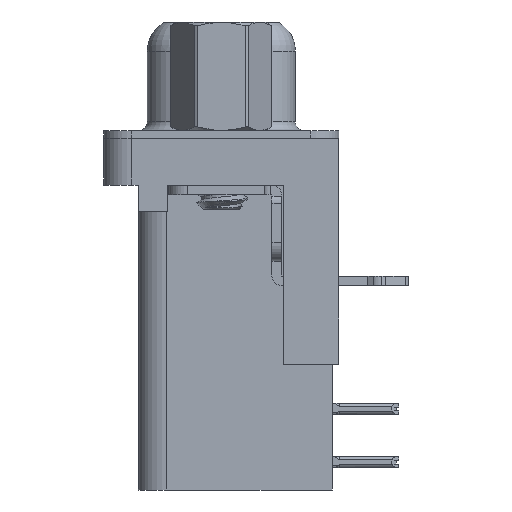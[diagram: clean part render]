
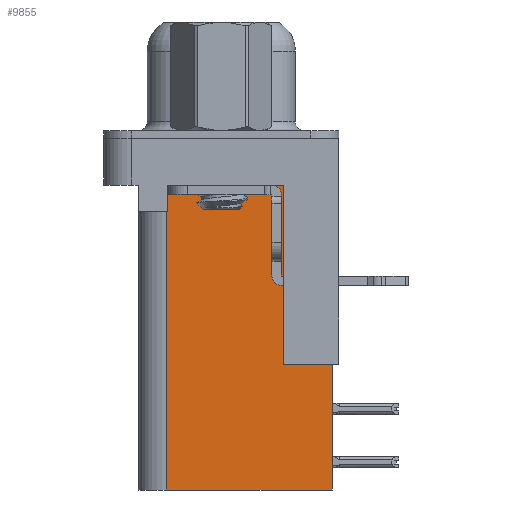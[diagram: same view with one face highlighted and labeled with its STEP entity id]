
A CAD part, left-side view. The second image highlights one B-rep face of the part: STEP entity #9855.
In plain terms, the highlighted planar face has unit normal (-1, 0, 0).
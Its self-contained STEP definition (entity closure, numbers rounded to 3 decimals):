
#1136 = CARTESIAN_POINT ( 'NONE',  ( 3.79, -3.295, -2.5 ) ) ;
#1437 = CARTESIAN_POINT ( 'NONE',  ( 3.79, -6.295, -12.05 ) ) ;
#2033 = VECTOR ( 'NONE', #10323, 1000. ) ;
#2664 = EDGE_CURVE ( 'NONE', #16913, #12261, #21043, .T. ) ;
#2750 = EDGE_CURVE ( 'NONE', #10658, #20313, #14336, .T. ) ;
#3325 = VECTOR ( 'NONE', #8502, 1000. ) ;
#3421 = VERTEX_POINT ( 'NONE', #3600 ) ;
#3464 = CARTESIAN_POINT ( 'NONE',  ( 3.79, -3.295, -18.76 ) ) ;
#3557 = CARTESIAN_POINT ( 'NONE',  ( 3.79, 2.895, -3.9 ) ) ;
#3600 = CARTESIAN_POINT ( 'NONE',  ( 3.79, -5.925, -12.05 ) ) ;
#4167 = LINE ( 'NONE', #1437, #9477 ) ;
#5223 = VERTEX_POINT ( 'NONE', #3557 ) ;
#5479 = EDGE_CURVE ( 'NONE', #9057, #16913, #18146, .T. ) ;
#5600 = VERTEX_POINT ( 'NONE', #14540 ) ;
#5869 = CARTESIAN_POINT ( 'NONE',  ( 3.79, -3.295, -12.05 ) ) ;
#6300 = CARTESIAN_POINT ( 'NONE',  ( 3.79, -3.295, -18.76 ) ) ;
#6928 = EDGE_LOOP ( 'NONE', ( #12482, #8777, #8037, #16250, #23501, #16017, #13113, #9289 ) ) ;
#7043 = EDGE_CURVE ( 'NONE', #12261, #5223, #23218, .T. ) ;
#7196 = LINE ( 'NONE', #8758, #22752 ) ;
#8037 = ORIENTED_EDGE ( 'NONE', *, *, #12509, .T. ) ;
#8401 = LINE ( 'NONE', #19143, #18528 ) ;
#8502 = DIRECTION ( 'NONE',  ( 0., 0., 1. ) ) ;
#8758 = CARTESIAN_POINT ( 'NONE',  ( 3.79, -5.925, -2. ) ) ;
#8777 = ORIENTED_EDGE ( 'NONE', *, *, #7043, .T. ) ;
#9057 = VERTEX_POINT ( 'NONE', #5869 ) ;
#9289 = ORIENTED_EDGE ( 'NONE', *, *, #5479, .T. ) ;
#9477 = VECTOR ( 'NONE', #21647, 1000. ) ;
#9573 = CARTESIAN_POINT ( 'NONE',  ( 3.79, 2.925, -18.76 ) ) ;
#9605 = DIRECTION ( 'NONE',  ( 0., 0., -1. ) ) ;
#9607 = VECTOR ( 'NONE', #11455, 1000. ) ;
#9855 = ADVANCED_FACE ( 'NONE', ( #25315 ), #21655, .F. ) ;
#9864 = CARTESIAN_POINT ( 'NONE',  ( 3.79, -5.925, -18.76 ) ) ;
#10323 = DIRECTION ( 'NONE',  ( 0., 0., 1. ) ) ;
#10658 = VERTEX_POINT ( 'NONE', #9864 ) ;
#11260 = EDGE_CURVE ( 'NONE', #3421, #10658, #7196, .T. ) ;
#11455 = DIRECTION ( 'NONE',  ( 0., 1., 0. ) ) ;
#11504 = DIRECTION ( 'NONE',  ( 1., 0., 0. ) ) ;
#12261 = VERTEX_POINT ( 'NONE', #16492 ) ;
#12376 = VECTOR ( 'NONE', #9605, 1000. ) ;
#12482 = ORIENTED_EDGE ( 'NONE', *, *, #2664, .T. ) ;
#12509 = EDGE_CURVE ( 'NONE', #5223, #5600, #8401, .T. ) ;
#13113 = ORIENTED_EDGE ( 'NONE', *, *, #25565, .T. ) ;
#14336 = LINE ( 'NONE', #3464, #9607 ) ;
#14540 = CARTESIAN_POINT ( 'NONE',  ( 3.79, 2.925, -3.9 ) ) ;
#14667 = LINE ( 'NONE', #20628, #3325 ) ;
#15619 = VECTOR ( 'NONE', #17326, 1000. ) ;
#16017 = ORIENTED_EDGE ( 'NONE', *, *, #11260, .F. ) ;
#16164 = EDGE_CURVE ( 'NONE', #20313, #5600, #14667, .T. ) ;
#16250 = ORIENTED_EDGE ( 'NONE', *, *, #16164, .F. ) ;
#16492 = CARTESIAN_POINT ( 'NONE',  ( 3.79, 2.895, -2.5 ) ) ;
#16913 = VERTEX_POINT ( 'NONE', #18736 ) ;
#17326 = DIRECTION ( 'NONE',  ( 0., 1., 0. ) ) ;
#18146 = LINE ( 'NONE', #6300, #2033 ) ;
#18528 = VECTOR ( 'NONE', #21202, 1000. ) ;
#18736 = CARTESIAN_POINT ( 'NONE',  ( 3.79, -3.295, -2.5 ) ) ;
#19143 = CARTESIAN_POINT ( 'NONE',  ( 3.79, 0., -3.9 ) ) ;
#19703 = CARTESIAN_POINT ( 'NONE',  ( 3.79, 2.895, -3.9 ) ) ;
#20313 = VERTEX_POINT ( 'NONE', #9573 ) ;
#20628 = CARTESIAN_POINT ( 'NONE',  ( 3.79, 2.925, -18.76 ) ) ;
#21043 = LINE ( 'NONE', #1136, #15619 ) ;
#21202 = DIRECTION ( 'NONE',  ( 0., 1., 0. ) ) ;
#21647 = DIRECTION ( 'NONE',  ( 0., 1., 0. ) ) ;
#21655 = PLANE ( 'NONE',  #21662 ) ;
#21662 = AXIS2_PLACEMENT_3D ( 'NONE', #23700, #11504, #25703 ) ;
#22752 = VECTOR ( 'NONE', #22965, 1000. ) ;
#22965 = DIRECTION ( 'NONE',  ( 0., 0., -1. ) ) ;
#23218 = LINE ( 'NONE', #19703, #12376 ) ;
#23501 = ORIENTED_EDGE ( 'NONE', *, *, #2750, .F. ) ;
#23700 = CARTESIAN_POINT ( 'NONE',  ( 3.79, -3.295, -18.76 ) ) ;
#25315 = FACE_OUTER_BOUND ( 'NONE', #6928, .T. ) ;
#25565 = EDGE_CURVE ( 'NONE', #3421, #9057, #4167, .T. ) ;
#25703 = DIRECTION ( 'NONE',  ( 0., 1., 0. ) ) ;
